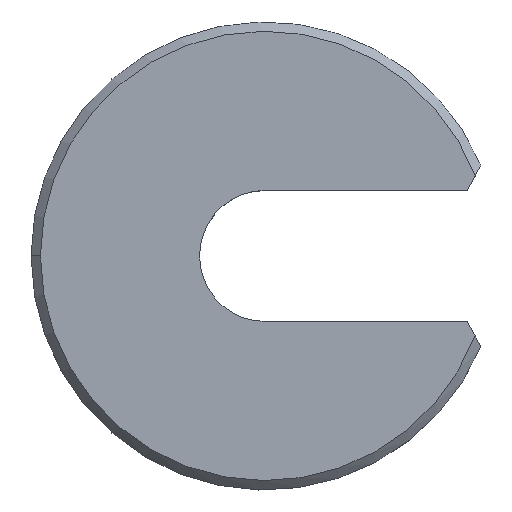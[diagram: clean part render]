
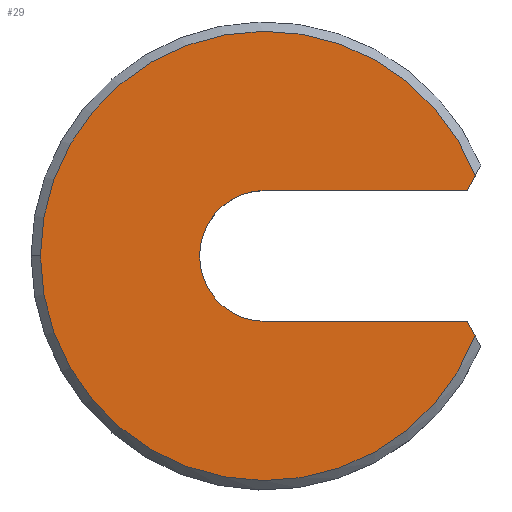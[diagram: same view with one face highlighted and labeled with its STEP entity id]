
A CAD part, top view. The second image highlights one B-rep face of the part: STEP entity #29.
In plain terms, the highlighted planar face has unit normal (0, 0, 1).
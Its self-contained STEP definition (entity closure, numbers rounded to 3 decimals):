
#1 = DIRECTION ( 'NONE',  ( 1., 0., 0. ) ) ;
#2 = DIRECTION ( 'NONE',  ( 0., 0., 1. ) ) ;
#9 = EDGE_CURVE ( 'NONE', #16, #116, #95, .T. ) ;
#10 = ORIENTED_EDGE ( 'NONE', *, *, #115, .T. ) ;
#13 = VERTEX_POINT ( 'NONE', #118 ) ;
#14 = EDGE_CURVE ( 'NONE', #155, #16, #85, .T. ) ;
#15 = ORIENTED_EDGE ( 'NONE', *, *, #30, .F. ) ;
#16 = VERTEX_POINT ( 'NONE', #31 ) ;
#17 = EDGE_LOOP ( 'NONE', ( #15, #172, #21, #10, #28, #47, #169 ) ) ;
#21 = ORIENTED_EDGE ( 'NONE', *, *, #9, .T. ) ;
#28 = ORIENTED_EDGE ( 'NONE', *, *, #51, .T. ) ;
#29 = ADVANCED_FACE ( 'NONE', ( #148 ), #86, .T. ) ;
#30 = EDGE_CURVE ( 'NONE', #155, #13, #250, .T. ) ;
#31 = CARTESIAN_POINT ( 'NONE',  ( 11.214, 4.272, 0. ) ) ;
#47 = ORIENTED_EDGE ( 'NONE', *, *, #164, .F. ) ;
#51 = EDGE_CURVE ( 'NONE', #100, #168, #297, .T. ) ;
#81 = DIRECTION ( 'NONE',  ( 0.481, 0.877, 0. ) ) ;
#82 = VECTOR ( 'NONE', #81, 1000. ) ;
#83 = CARTESIAN_POINT ( 'NONE',  ( 6.82, -3.74, 0. ) ) ;
#85 = LINE ( 'NONE', #83, #82 ) ;
#86 = PLANE ( 'NONE',  #142 ) ;
#91 = DIRECTION ( 'NONE',  ( 1., 0., 0. ) ) ;
#92 = DIRECTION ( 'NONE',  ( 0., 0., 1. ) ) ;
#93 = CARTESIAN_POINT ( 'NONE',  ( 0., 0., 0. ) ) ;
#94 = AXIS2_PLACEMENT_3D ( 'NONE', #93, #92, #91 ) ;
#95 = CIRCLE ( 'NONE', #94, 12. ) ;
#100 = VERTEX_POINT ( 'NONE', #413 ) ;
#115 = EDGE_CURVE ( 'NONE', #116, #100, #322, .T. ) ;
#116 = VERTEX_POINT ( 'NONE', #442 ) ;
#118 = CARTESIAN_POINT ( 'NONE',  ( 0., 3.5, 0. ) ) ;
#142 = AXIS2_PLACEMENT_3D ( 'NONE', #156, #2, #1 ) ;
#148 = FACE_OUTER_BOUND ( 'NONE', #17, .T. ) ;
#155 = VERTEX_POINT ( 'NONE', #331 ) ;
#156 = CARTESIAN_POINT ( 'NONE',  ( 0., 0., 0. ) ) ;
#164 = EDGE_CURVE ( 'NONE', #165, #168, #395, .T. ) ;
#165 = VERTEX_POINT ( 'NONE', #360 ) ;
#168 = VERTEX_POINT ( 'NONE', #469 ) ;
#169 = ORIENTED_EDGE ( 'NONE', *, *, #171, .F. ) ;
#171 = EDGE_CURVE ( 'NONE', #13, #165, #330, .T. ) ;
#172 = ORIENTED_EDGE ( 'NONE', *, *, #14, .T. ) ;
#208 = DIRECTION ( 'NONE',  ( -1., 0., 0. ) ) ;
#209 = VECTOR ( 'NONE', #208, 1000. ) ;
#210 = CARTESIAN_POINT ( 'NONE',  ( 0., 3.5, 0. ) ) ;
#250 = LINE ( 'NONE', #210, #209 ) ;
#294 = DIRECTION ( 'NONE',  ( -0.481, 0.877, 0. ) ) ;
#295 = VECTOR ( 'NONE', #294, 1000. ) ;
#296 = CARTESIAN_POINT ( 'NONE',  ( 6.82, 3.74, 0. ) ) ;
#297 = LINE ( 'NONE', #296, #295 ) ;
#322 = CIRCLE ( 'NONE', #473, 12. ) ;
#330 = CIRCLE ( 'NONE', #391, 3.5 ) ;
#331 = CARTESIAN_POINT ( 'NONE',  ( 10.79, 3.5, 0. ) ) ;
#360 = CARTESIAN_POINT ( 'NONE',  ( 0., -3.5, 0. ) ) ;
#387 = DIRECTION ( 'NONE',  ( 1., 0., 0. ) ) ;
#388 = DIRECTION ( 'NONE',  ( 0., 0., 1. ) ) ;
#389 = CARTESIAN_POINT ( 'NONE',  ( 0., 0., 0. ) ) ;
#391 = AXIS2_PLACEMENT_3D ( 'NONE', #389, #388, #387 ) ;
#392 = DIRECTION ( 'NONE',  ( 1., 0., 0. ) ) ;
#393 = VECTOR ( 'NONE', #392, 1000. ) ;
#394 = CARTESIAN_POINT ( 'NONE',  ( 12.5, -3.5, 0. ) ) ;
#395 = LINE ( 'NONE', #394, #393 ) ;
#413 = CARTESIAN_POINT ( 'NONE',  ( 11.214, -4.272, 0. ) ) ;
#436 = DIRECTION ( 'NONE',  ( 1., 0., 0. ) ) ;
#437 = DIRECTION ( 'NONE',  ( 0., 0., 1. ) ) ;
#438 = CARTESIAN_POINT ( 'NONE',  ( 0., 0., 0. ) ) ;
#442 = CARTESIAN_POINT ( 'NONE',  ( -12., 0., 0. ) ) ;
#469 = CARTESIAN_POINT ( 'NONE',  ( 10.79, -3.5, 0. ) ) ;
#473 = AXIS2_PLACEMENT_3D ( 'NONE', #438, #437, #436 ) ;
